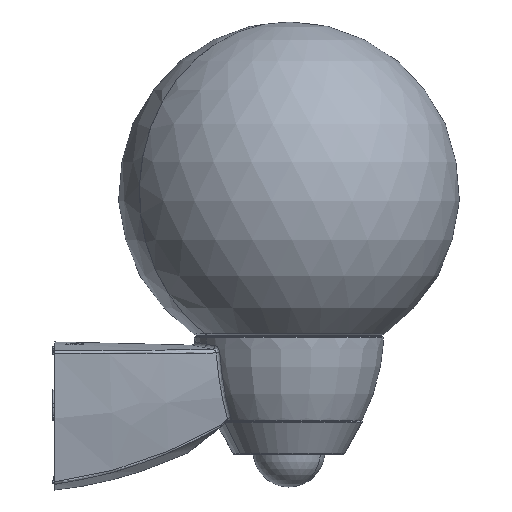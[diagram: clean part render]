
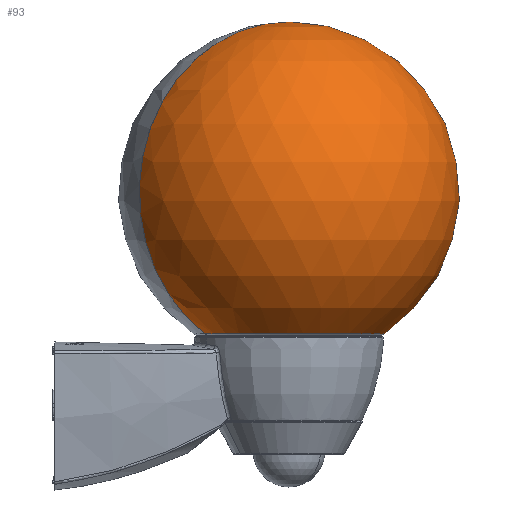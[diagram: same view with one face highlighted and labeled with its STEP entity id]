
A CAD part, front view. The second image highlights one B-rep face of the part: STEP entity #93.
In plain terms, the highlighted spherical face has radius 100.5 mm.
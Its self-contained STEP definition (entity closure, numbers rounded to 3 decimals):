
#51=CARTESIAN_POINT('Axis2P3D Location',(0.,0.,154.2)) ;
#56=CARTESIAN_POINT('Axis2P3D Location',(0.,0.,154.2)) ;
#60=CARTESIAN_POINT('Vertex',(0.,0.,254.7)) ;
#62=CARTESIAN_POINT('Vertex',(49.574,27.083,71.078)) ;
#69=CARTESIAN_POINT('Vertex',(-49.574,-27.083,71.078)) ;
#72=CARTESIAN_POINT('Axis2P3D Location',(0.,0.,154.2)) ;
#83=CARTESIAN_POINT('Axis2P3D Location',(0.,0.,71.078)) ;
#52=DIRECTION('Axis2P3D Direction',(0.,0.,1.)) ;
#53=DIRECTION('Axis2P3D XDirection',(0.878,0.479,0.)) ;
#57=DIRECTION('Axis2P3D Direction',(0.479,-0.878,0.)) ;
#73=DIRECTION('Axis2P3D Direction',(-0.479,0.878,0.)) ;
#84=DIRECTION('Axis2P3D Direction',(0.,0.,1.)) ;
#54=AXIS2_PLACEMENT_3D('Sphere Axis2P3D',#51,#52,#53) ;
#58=AXIS2_PLACEMENT_3D('Circle Axis2P3D',#56,#57,$) ;
#74=AXIS2_PLACEMENT_3D('Circle Axis2P3D',#72,#73,$) ;
#85=AXIS2_PLACEMENT_3D('Circle Axis2P3D',#83,#84,$) ;
#89=ORIENTED_EDGE('',*,*,#76,.T.) ;
#90=ORIENTED_EDGE('',*,*,#87,.T.) ;
#91=ORIENTED_EDGE('',*,*,#64,.F.) ;
#93=ADVANCED_FACE('PartBody',(#92),#55,.T.) ;
#59=CIRCLE('generated circle',#58,100.5) ;
#75=CIRCLE('generated circle',#74,100.5) ;
#86=CIRCLE('generated circle',#85,56.489) ;
#64=EDGE_CURVE('',#61,#63,#59,.F.) ;
#76=EDGE_CURVE('',#61,#70,#75,.F.) ;
#87=EDGE_CURVE('',#70,#63,#86,.T.) ;
#88=EDGE_LOOP('',(#89,#90,#91)) ;
#92=FACE_OUTER_BOUND('',#88,.T.) ;
#55=SPHERICAL_SURFACE('',#54,100.5) ;
#61=VERTEX_POINT('',#60) ;
#63=VERTEX_POINT('',#62) ;
#70=VERTEX_POINT('',#69) ;
